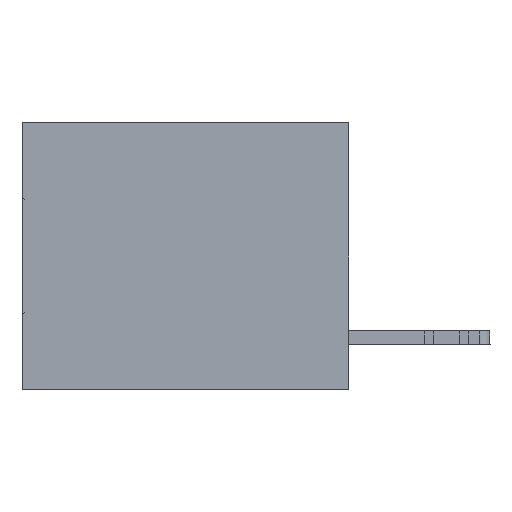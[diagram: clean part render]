
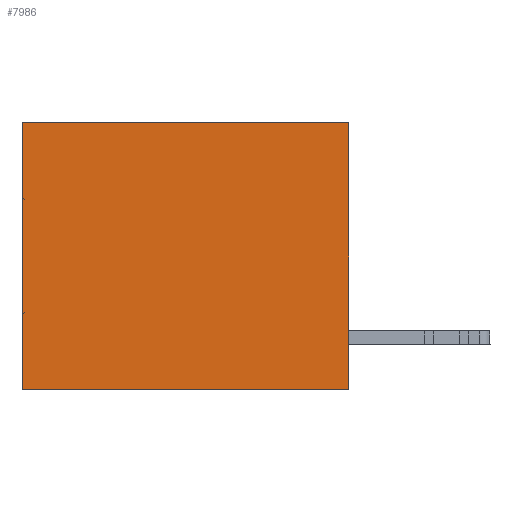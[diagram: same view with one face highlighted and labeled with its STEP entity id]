
A CAD part, left-side view. The second image highlights one B-rep face of the part: STEP entity #7986.
In plain terms, the highlighted planar face has unit normal (-1, 0, 0).
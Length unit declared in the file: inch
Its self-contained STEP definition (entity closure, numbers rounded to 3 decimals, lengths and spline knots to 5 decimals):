
#585 = CARTESIAN_POINT ( 'NONE',  ( 0.3165, 0., -0.49 ) ) ;
#608 = DIRECTION ( 'NONE',  ( 0., 0., -1. ) ) ;
#1666 = ORIENTED_EDGE ( 'NONE', *, *, #10740, .F. ) ;
#2027 = VECTOR ( 'NONE', #30654, 39.37008 ) ;
#3381 = CARTESIAN_POINT ( 'NONE',  ( 0.3165, 0., -0.49 ) ) ;
#5699 = AXIS2_PLACEMENT_3D ( 'NONE', #3381, #16675, #608 ) ;
#7625 = VERTEX_POINT ( 'NONE', #23917 ) ;
#7986 = ADVANCED_FACE ( 'NONE', ( #17807 ), #14223, .F. ) ;
#8956 = CARTESIAN_POINT ( 'NONE',  ( 0.3165, 0., -0.49 ) ) ;
#8963 = VERTEX_POINT ( 'NONE', #16668 ) ;
#9439 = CARTESIAN_POINT ( 'NONE',  ( 0.3165, 0., 0. ) ) ;
#10740 = EDGE_CURVE ( 'NONE', #8963, #17811, #32626, .T. ) ;
#11442 = DIRECTION ( 'NONE',  ( 0., 0., -1. ) ) ;
#12906 = ORIENTED_EDGE ( 'NONE', *, *, #18274, .F. ) ;
#13289 = ORIENTED_EDGE ( 'NONE', *, *, #24754, .T. ) ;
#13652 = ORIENTED_EDGE ( 'NONE', *, *, #31723, .T. ) ;
#14223 = PLANE ( 'NONE',  #5699 ) ;
#16584 = LINE ( 'NONE', #8956, #2027 ) ;
#16668 = CARTESIAN_POINT ( 'NONE',  ( 0.3165, 0., 0. ) ) ;
#16675 = DIRECTION ( 'NONE',  ( 1., 0., 0. ) ) ;
#17807 = FACE_OUTER_BOUND ( 'NONE', #24271, .T. ) ;
#17811 = VERTEX_POINT ( 'NONE', #28543 ) ;
#18274 = EDGE_CURVE ( 'NONE', #17811, #7625, #16584, .T. ) ;
#18845 = VECTOR ( 'NONE', #27259, 39.37008 ) ;
#18872 = LINE ( 'NONE', #9439, #26814 ) ;
#18968 = LINE ( 'NONE', #29785, #21076 ) ;
#21076 = VECTOR ( 'NONE', #11442, 39.37008 ) ;
#23917 = CARTESIAN_POINT ( 'NONE',  ( 0.3165, 0.6, -0.49 ) ) ;
#24271 = EDGE_LOOP ( 'NONE', ( #13652, #12906, #1666, #13289 ) ) ;
#24754 = EDGE_CURVE ( 'NONE', #8963, #27498, #18872, .T. ) ;
#25296 = CARTESIAN_POINT ( 'NONE',  ( 0.3165, 0.6, 0. ) ) ;
#26814 = VECTOR ( 'NONE', #30779, 39.37008 ) ;
#27259 = DIRECTION ( 'NONE',  ( 0., 0., -1. ) ) ;
#27498 = VERTEX_POINT ( 'NONE', #25296 ) ;
#28543 = CARTESIAN_POINT ( 'NONE',  ( 0.3165, 0., -0.49 ) ) ;
#29785 = CARTESIAN_POINT ( 'NONE',  ( 0.3165, 0.6, -0.49 ) ) ;
#30654 = DIRECTION ( 'NONE',  ( 0., 1., 0. ) ) ;
#30779 = DIRECTION ( 'NONE',  ( 0., 1., 0. ) ) ;
#31723 = EDGE_CURVE ( 'NONE', #27498, #7625, #18968, .T. ) ;
#32626 = LINE ( 'NONE', #585, #18845 ) ;
